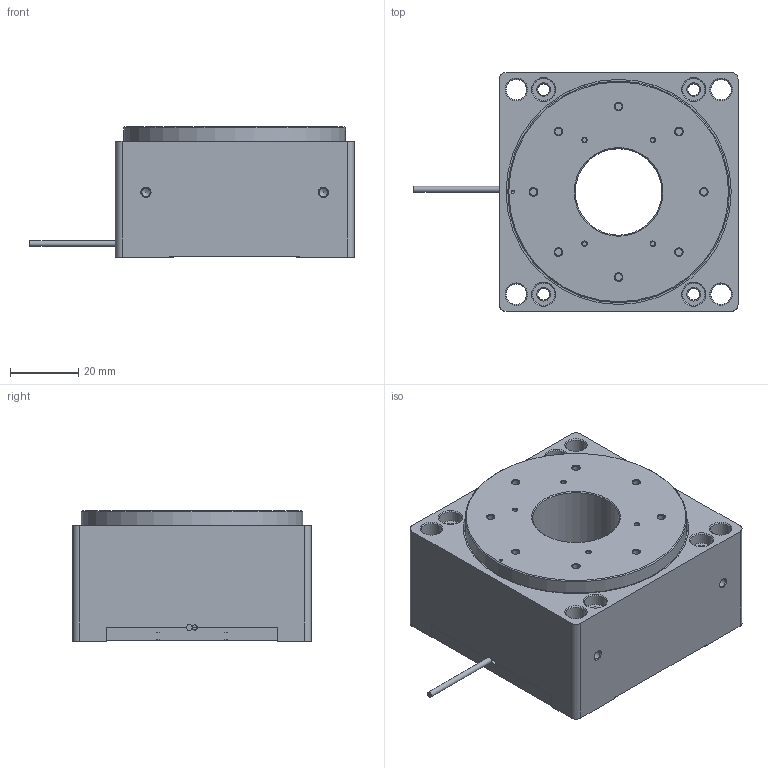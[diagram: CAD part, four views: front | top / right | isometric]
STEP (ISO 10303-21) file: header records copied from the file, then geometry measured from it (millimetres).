
FILE_DESCRIPTION(/* description */ (''),/* implementation_level */ '2;1');
FILE_NAME(/* name */ 'XRT_U_60_assy_F4.stp',/* time_stamp */ '2024-03-11T11:51:55+01:00',/* author */ (''),/* organization */ (''),/* preprocessor_version */ 'ST-DEVELOPER v16',/* originating_system */ 'SIEMENS PLM Software NX 10.0',/* authorisation */ '');
FILE_SCHEMA (('AUTOMOTIVE_DESIGN { 1 0 10303 214 3 1 1 1 }'));
Length unit declared in the file: millimetre
Products named in the file (5): Kabel; 1001_060_004_B; 1001_060_002_A; 1001_060_003_D2; XRT_U_60_assy_F4
Assembly tree (4 placements, depth 2):
  XRT_U_60_assy_F4
    1001_060_003_D2
    1001_060_002_A
    1001_060_004_B
    Kabel
Bounding box: 95 x 70 x 38.2 mm (x, y, z)
Volume: 136631.7 mm3; surface area: 45249.8 mm2
Topology: 4 solids, 4 shells, 191 faces, 475 edges, 308 vertices
Faces by surface type: cylinder 75, cone 62, plane 52, torus 2
Full cylindrical faces by diameter (mm): 1 x1, 1.25 x4, 1.7 x1, 2.05 x8, 2.4 x3, 2.5 x4, 3 x1, 3.4 x4, 4.4 x3, 6 x4, 6.5 x4, 25.4 x1, 26 x1, 28 x1, 29.4 x2, 29.95 x1, 30 x2, 32.3 x1, 35 x1, 38.5 x1, 40 x1, 65 x1, 66 x1
Entity records: 5361 total; most frequent: CARTESIAN_POINT 1101, DIRECTION 914, ORIENTED_EDGE 640, AXIS2_PLACEMENT_3D 404, EDGE_LOOP 384, FACE_BOUND 343, EDGE_CURVE 320, VERTEX_POINT 273
